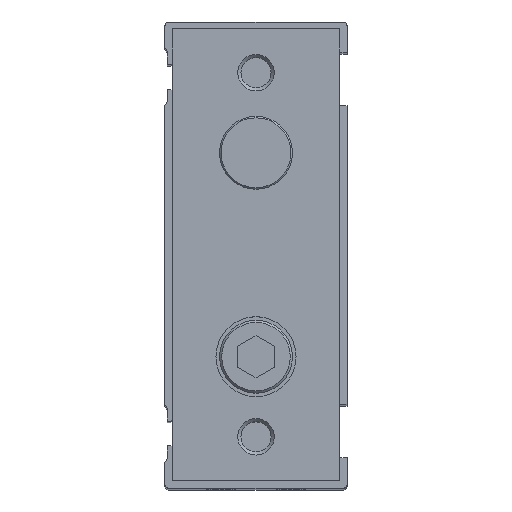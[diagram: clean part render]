
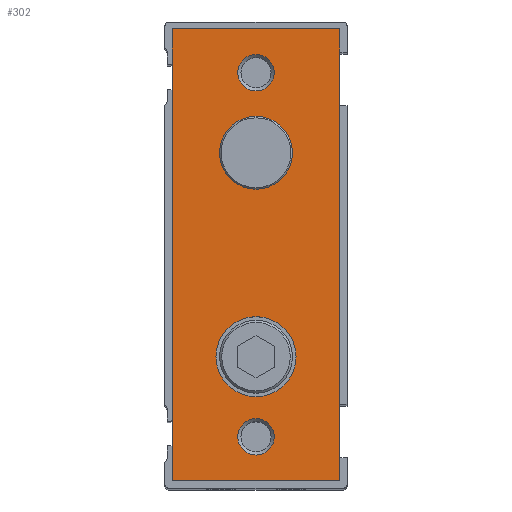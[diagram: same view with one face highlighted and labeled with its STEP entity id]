
A CAD part, top view. The second image highlights one B-rep face of the part: STEP entity #302.
In plain terms, the highlighted face is planar.
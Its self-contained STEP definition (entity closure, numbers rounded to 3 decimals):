
#302 = ADVANCED_FACE( '', ( #710, #711, #712, #713, #714 ), #715, .F. );
#710 = FACE_BOUND( '', #1221, .T. );
#711 = FACE_OUTER_BOUND( '', #1222, .T. );
#712 = FACE_BOUND( '', #1223, .T. );
#713 = FACE_BOUND( '', #1224, .T. );
#714 = FACE_BOUND( '', #1225, .T. );
#715 = PLANE( '', #1226 );
#1221 = EDGE_LOOP( '', ( #2311 ) );
#1222 = EDGE_LOOP( '', ( #2312, #2313, #2314, #2315 ) );
#1223 = EDGE_LOOP( '', ( #2316 ) );
#1224 = EDGE_LOOP( '', ( #2317 ) );
#1225 = EDGE_LOOP( '', ( #2318 ) );
#1226 = AXIS2_PLACEMENT_3D( '', #2319, #2320, #2321 );
#2311 = ORIENTED_EDGE( '', *, *, #2931, .T. );
#2312 = ORIENTED_EDGE( '', *, *, #2932, .F. );
#2313 = ORIENTED_EDGE( '', *, *, #2933, .F. );
#2314 = ORIENTED_EDGE( '', *, *, #2934, .F. );
#2315 = ORIENTED_EDGE( '', *, *, #2935, .F. );
#2316 = ORIENTED_EDGE( '', *, *, #2936, .T. );
#2317 = ORIENTED_EDGE( '', *, *, #2937, .T. );
#2318 = ORIENTED_EDGE( '', *, *, #2938, .F. );
#2319 = CARTESIAN_POINT( '', ( -24., 0., 0. ) );
#2320 = DIRECTION( '', ( 1., 0., 0. ) );
#2321 = DIRECTION( '', ( 0., 0., -1. ) );
#2931 = EDGE_CURVE( '', #3476, #3476, #3477, .T. );
#2932 = EDGE_CURVE( '', #3478, #3479, #3480, .T. );
#2933 = EDGE_CURVE( '', #3481, #3478, #3482, .T. );
#2934 = EDGE_CURVE( '', #3483, #3481, #3484, .T. );
#2935 = EDGE_CURVE( '', #3479, #3483, #3485, .T. );
#2936 = EDGE_CURVE( '', #3486, #3486, #3487, .T. );
#2937 = EDGE_CURVE( '', #3488, #3488, #3489, .T. );
#2938 = EDGE_CURVE( '', #3490, #3490, #3491, .F. );
#3476 = VERTEX_POINT( '', #4344 );
#3477 = CIRCLE( '', #4345, 5.5 );
#3478 = VERTEX_POINT( '', #4346 );
#3479 = VERTEX_POINT( '', #4347 );
#3480 = LINE( '', #4348, #4349 );
#3481 = VERTEX_POINT( '', #4350 );
#3482 = LINE( '', #4351, #4352 );
#3483 = VERTEX_POINT( '', #4353 );
#3484 = LINE( '', #4354, #4355 );
#3485 = LINE( '', #4356, #4357 );
#3486 = VERTEX_POINT( '', #4358 );
#3487 = CIRCLE( '', #4359, 2.5 );
#3488 = VERTEX_POINT( '', #4360 );
#3489 = CIRCLE( '', #4361, 2.5 );
#3490 = VERTEX_POINT( '', #4362 );
#3491 = CIRCLE( '', #4363, 5. );
#4344 = CARTESIAN_POINT( '', ( -24., -14., -5.5 ) );
#4345 = AXIS2_PLACEMENT_3D( '', #4995, #4996, #4997 );
#4346 = CARTESIAN_POINT( '', ( -24., 31., -11.5 ) );
#4347 = CARTESIAN_POINT( '', ( -24., 31., 11.5 ) );
#4348 = CARTESIAN_POINT( '', ( -24., 31., -11.5 ) );
#4349 = VECTOR( '', #4998, 1000. );
#4350 = CARTESIAN_POINT( '', ( -24., -31., -11.5 ) );
#4351 = CARTESIAN_POINT( '', ( -24., -31., -11.5 ) );
#4352 = VECTOR( '', #4999, 1000. );
#4353 = CARTESIAN_POINT( '', ( -24., -31., 11.5 ) );
#4354 = CARTESIAN_POINT( '', ( -24., -31., 11.5 ) );
#4355 = VECTOR( '', #5000, 1000. );
#4356 = CARTESIAN_POINT( '', ( -24., 31., 11.5 ) );
#4357 = VECTOR( '', #5001, 1000. );
#4358 = CARTESIAN_POINT( '', ( -24., -25., -2.5 ) );
#4359 = AXIS2_PLACEMENT_3D( '', #5002, #5003, #5004 );
#4360 = CARTESIAN_POINT( '', ( -24., 25., -2.5 ) );
#4361 = AXIS2_PLACEMENT_3D( '', #5005, #5006, #5007 );
#4362 = CARTESIAN_POINT( '', ( -24., 14., -5. ) );
#4363 = AXIS2_PLACEMENT_3D( '', #5008, #5009, #5010 );
#4995 = CARTESIAN_POINT( '', ( -24., -14., 0. ) );
#4996 = DIRECTION( '', ( 1., 0., 0. ) );
#4997 = DIRECTION( '', ( 0., 0., -1. ) );
#4998 = DIRECTION( '', ( 0., 0., 1. ) );
#4999 = DIRECTION( '', ( 0., 1., 0. ) );
#5000 = DIRECTION( '', ( 0., 0., -1. ) );
#5001 = DIRECTION( '', ( 0., -1., 0. ) );
#5002 = CARTESIAN_POINT( '', ( -24., -25., 0. ) );
#5003 = DIRECTION( '', ( 1., 0., 0. ) );
#5004 = DIRECTION( '', ( 0., 0., -1. ) );
#5005 = CARTESIAN_POINT( '', ( -24., 25., 0. ) );
#5006 = DIRECTION( '', ( 1., 0., 0. ) );
#5007 = DIRECTION( '', ( 0., 0., -1. ) );
#5008 = CARTESIAN_POINT( '', ( -24., 14., 0. ) );
#5009 = DIRECTION( '', ( 1., 0., 0. ) );
#5010 = DIRECTION( '', ( 0., 0., -1. ) );
